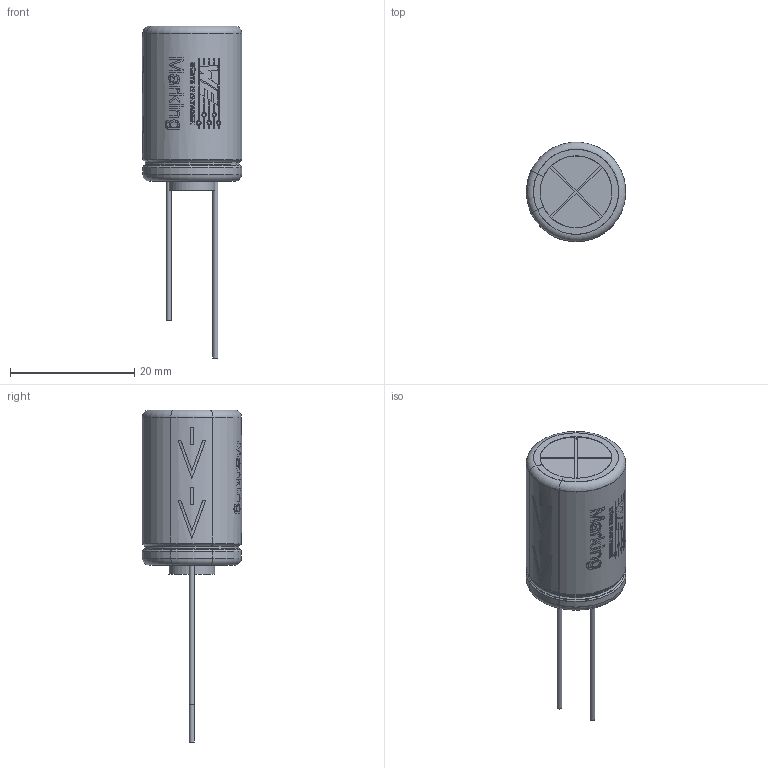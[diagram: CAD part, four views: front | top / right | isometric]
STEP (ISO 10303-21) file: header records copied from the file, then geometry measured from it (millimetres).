
FILE_DESCRIPTION(/* description */ ('Unknown'),/* implementation_level */ '2;1');
FILE_NAME(/* name */ '16x25x7.5x0.8',/* time_stamp */ '2020-04-17T08:11:03+02:00',/* author */ ('Unknown'),/* organization */ ('Unknown'),/* preprocessor_version */ 'ST-DEVELOPER v16.7',/* originating_system */ 'DEX',/* authorisation */ $);
FILE_SCHEMA (('AUTOMOTIVE_DESIGN {1 0 10303 214 3 1 1}'));
Length unit declared in the file: millimetre
Products named in the file (1): 16x25x7.5x0.8
Bounding box: 15.96 x 15.97 x 53.4 mm (x, y, z)
Volume: 5017.9 mm3; surface area: 4889.4 mm2
Topology: 3 solids, 3 shells, 506 faces, 1288 edges, 853 vertices
Faces by surface type: plane 272, bspline 127, cylinder 83, torus 24
Full cylindrical faces by diameter (mm): 0.8 x2, 8.889 x1, 9.333 x1, 10.667 x1, 11.111 x1, 11.556 x2, 13.244 x1, 13.686 x1, 14.942 x1, 14.962 x1, 15.78 x2, 15.8 x2
Entity records: 24490 total; most frequent: CARTESIAN_POINT 9660, ORIENTED_EDGE 2494, DIRECTION 2013, EDGE_CURVE 1247, VERTEX_POINT 849, AXIS2_PLACEMENT_3D 673, LINE 667, VECTOR 667
